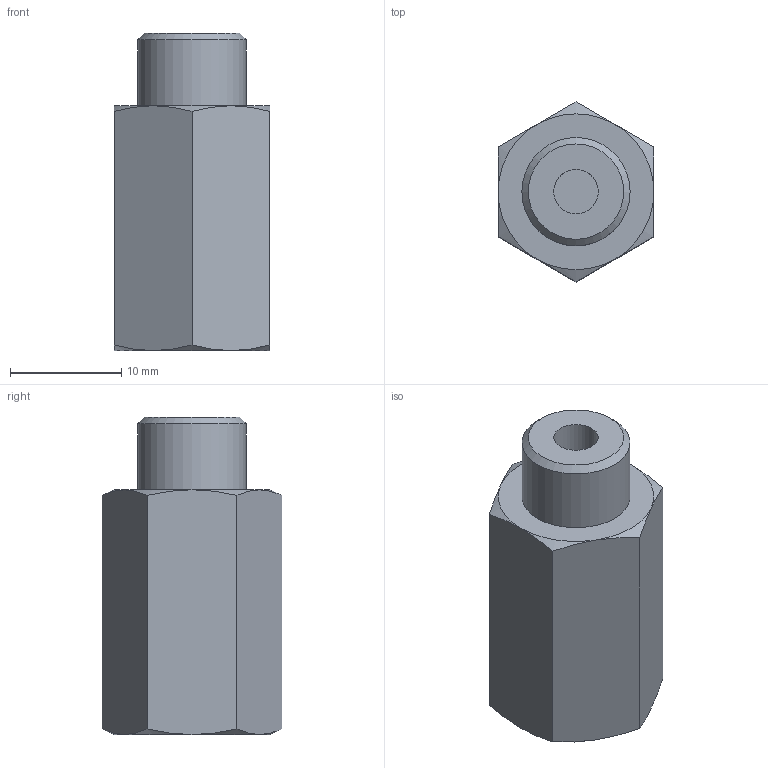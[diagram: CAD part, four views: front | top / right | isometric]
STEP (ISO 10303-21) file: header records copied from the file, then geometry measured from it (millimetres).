
FILE_DESCRIPTION(/* description */ ('STEP AP214'),/* implementation_level */ '2;1');
FILE_NAME(/* name */ '3324_H-1_8-A_I',/* time_stamp */ '2024-08-28T22:52:11+02:00',/* author */ ('License CC BY-ND 4.0'),/* organization */ ('CADENAS'),/* preprocessor_version */ 'ST-DEVELOPER v19.3',/* originating_system */ 'PARTsolutions',/* authorisation */ ' ');
FILE_SCHEMA (('AUTOMOTIVE_DESIGN {1 0 10303 214 3 1 1}'));
Length unit declared in the file: millimetre
Products named in the file (2): 3324 H-1/8-A/I---(0); 3324 H-1/8-A/I(---0-P1)
Assembly tree (1 placements, depth 2):
  3324 H-1/8-A/I---(0)
    3324 H-1/8-A/I(---0-P1)
Bounding box: 14 x 16.17 x 28.5 mm (x, y, z)
Volume: 3676.4 mm3; surface area: 1868 mm2
Topology: 1 solids, 1 shells, 28 faces, 55 edges, 32 vertices
Faces by surface type: cone 14, plane 11, cylinder 3
Full cylindrical faces by diameter (mm): 4 x1, 8.566 x1, 9.728 x1
Entity records: 755 total; most frequent: CARTESIAN_POINT 184, DIRECTION 106, ORIENTED_EDGE 100, EDGE_CURVE 50, AXIS2_PLACEMENT_3D 50, EDGE_LOOP 36, FACE_BOUND 36, VERTEX_POINT 32
